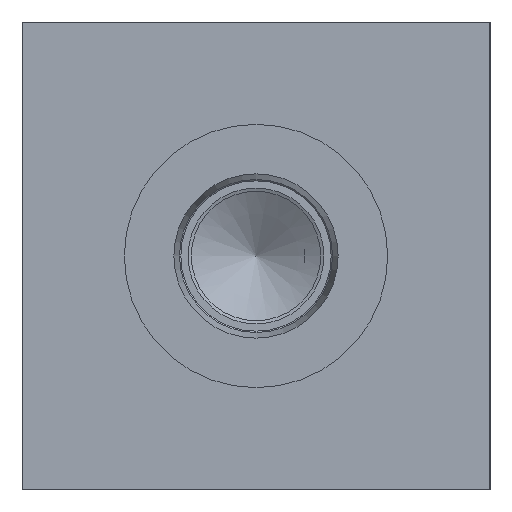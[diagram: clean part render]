
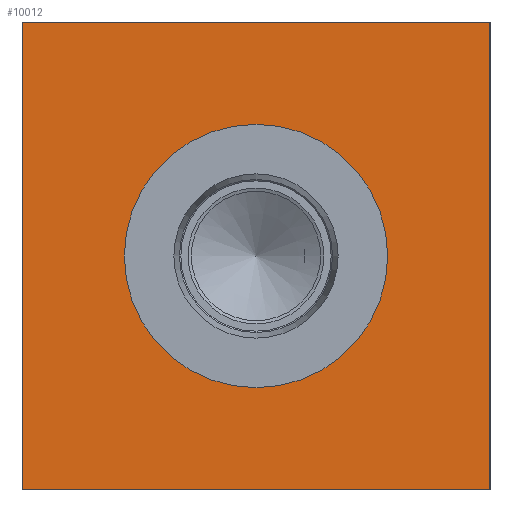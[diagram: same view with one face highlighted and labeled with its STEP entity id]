
A CAD part, left-side view. The second image highlights one B-rep face of the part: STEP entity #10012.
In plain terms, the highlighted planar face has unit normal (-1, 0, 0).
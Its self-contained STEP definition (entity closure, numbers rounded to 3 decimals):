
#544=CIRCLE('',#10799,12.51);
#545=CIRCLE('',#10800,12.51);
#631=FACE_BOUND('',#2027,.T.);
#891=PLANE('',#10813);
#1420=FACE_OUTER_BOUND('',#2026,.T.);
#2026=EDGE_LOOP('',(#9019,#9020,#9021,#9022));
#2027=EDGE_LOOP('',(#9023,#9024));
#2312=LINE('',#15483,#3131);
#2862=LINE('',#17510,#3681);
#2863=LINE('',#17511,#3682);
#2864=LINE('',#17512,#3683);
#3131=VECTOR('',#11208,10.);
#3681=VECTOR('',#13196,10.);
#3682=VECTOR('',#13197,10.);
#3683=VECTOR('',#13198,10.);
#4217=VERTEX_POINT('',#15476);
#4220=VERTEX_POINT('',#15481);
#4839=VERTEX_POINT('',#17479);
#4840=VERTEX_POINT('',#17480);
#4849=VERTEX_POINT('',#17508);
#4850=VERTEX_POINT('',#17509);
#5318=EDGE_CURVE('',#4220,#4217,#2312,.T.);
#6238=EDGE_CURVE('',#4839,#4840,#544,.T.);
#6239=EDGE_CURVE('',#4840,#4839,#545,.T.);
#6252=EDGE_CURVE('',#4849,#4850,#2862,.T.);
#6253=EDGE_CURVE('',#4850,#4217,#2863,.T.);
#6254=EDGE_CURVE('',#4849,#4220,#2864,.T.);
#9019=ORIENTED_EDGE('',*,*,#6252,.T.);
#9020=ORIENTED_EDGE('',*,*,#6253,.T.);
#9021=ORIENTED_EDGE('',*,*,#5318,.F.);
#9022=ORIENTED_EDGE('',*,*,#6254,.F.);
#9023=ORIENTED_EDGE('',*,*,#6238,.T.);
#9024=ORIENTED_EDGE('',*,*,#6239,.T.);
#10012=ADVANCED_FACE('',(#1420,#631),#891,.T.);
#10799=AXIS2_PLACEMENT_3D('',#17481,#13162,#13163);
#10800=AXIS2_PLACEMENT_3D('',#17482,#13164,#13165);
#10813=AXIS2_PLACEMENT_3D('',#17507,#13194,#13195);
#11208=DIRECTION('',(0.,-1.,0.));
#13162=DIRECTION('center_axis',(1.,0.,0.));
#13163=DIRECTION('ref_axis',(0.,0.,1.));
#13164=DIRECTION('center_axis',(1.,0.,0.));
#13165=DIRECTION('ref_axis',(0.,0.,1.));
#13194=DIRECTION('center_axis',(-1.,0.,0.));
#13195=DIRECTION('ref_axis',(0.,-1.,0.));
#13196=DIRECTION('',(0.,-1.,0.));
#13197=DIRECTION('',(0.,0.,1.));
#13198=DIRECTION('',(0.,0.,1.));
#15476=CARTESIAN_POINT('',(0.,0.,44.45));
#15481=CARTESIAN_POINT('',(0.,44.45,44.45));
#15483=CARTESIAN_POINT('',(0.,44.45,44.45));
#17479=CARTESIAN_POINT('',(0.,22.225,34.735));
#17480=CARTESIAN_POINT('',(0.,22.225,9.716));
#17481=CARTESIAN_POINT('Origin',(0.,22.225,22.225));
#17482=CARTESIAN_POINT('Origin',(0.,22.225,22.225));
#17507=CARTESIAN_POINT('Origin',(0.,44.45,0.));
#17508=CARTESIAN_POINT('',(0.,44.45,0.));
#17509=CARTESIAN_POINT('',(0.,0.,0.));
#17510=CARTESIAN_POINT('',(0.,44.45,0.));
#17511=CARTESIAN_POINT('',(0.,0.,0.));
#17512=CARTESIAN_POINT('',(0.,44.45,0.));
